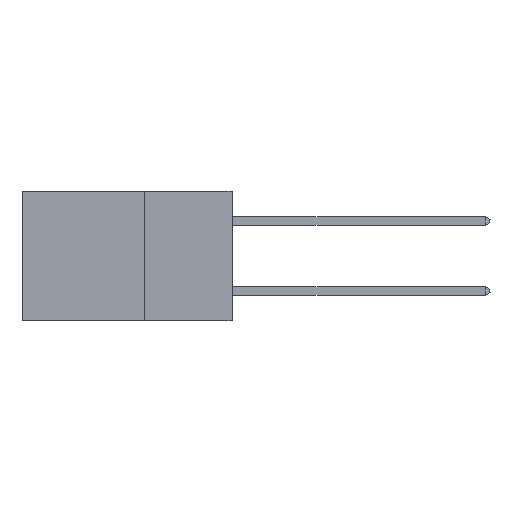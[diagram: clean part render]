
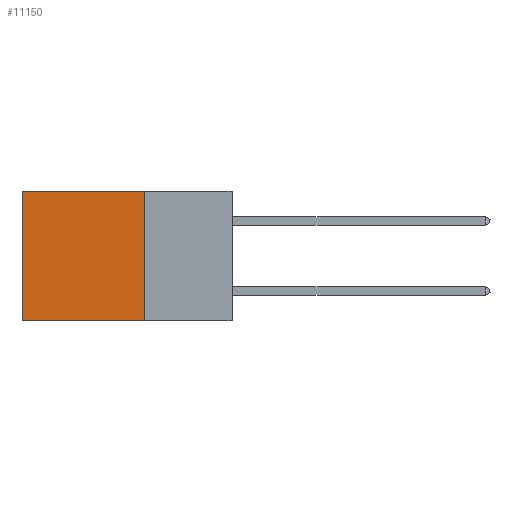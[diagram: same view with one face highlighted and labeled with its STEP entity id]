
A CAD part, left-side view. The second image highlights one B-rep face of the part: STEP entity #11150.
In plain terms, the highlighted planar face has unit normal (-1, 0, 0).
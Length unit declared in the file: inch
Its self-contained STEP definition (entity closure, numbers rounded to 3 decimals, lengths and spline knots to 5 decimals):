
#859 = ORIENTED_EDGE ( 'NONE', *, *, #25634, .F. ) ;
#967 = AXIS2_PLACEMENT_3D ( 'NONE', #26175, #21988, #4222 ) ;
#2783 = EDGE_CURVE ( 'NONE', #28753, #17837, #11821, .T. ) ;
#3313 = CARTESIAN_POINT ( 'NONE',  ( 0.2875, 0.6, -0.37 ) ) ;
#3521 = EDGE_CURVE ( 'NONE', #18896, #35514, #4115, .T. ) ;
#3857 = CARTESIAN_POINT ( 'NONE',  ( 0.2875, 0.25, 0. ) ) ;
#4115 = LINE ( 'NONE', #27563, #25164 ) ;
#4222 = DIRECTION ( 'NONE',  ( 0., 0., -1. ) ) ;
#4853 = VECTOR ( 'NONE', #7626, 39.37008 ) ;
#5278 = CARTESIAN_POINT ( 'NONE',  ( 0.2875, 0.25, 0. ) ) ;
#6095 = EDGE_CURVE ( 'NONE', #17837, #35514, #9794, .T. ) ;
#7024 = PLANE ( 'NONE',  #967 ) ;
#7626 = DIRECTION ( 'NONE',  ( 0., 0., -1. ) ) ;
#8548 = CARTESIAN_POINT ( 'NONE',  ( 0.2875, 0.25, -0.37 ) ) ;
#8609 = VECTOR ( 'NONE', #16052, 39.37008 ) ;
#9781 = DIRECTION ( 'NONE',  ( 0., 1., 0. ) ) ;
#9794 = LINE ( 'NONE', #10260, #4853 ) ;
#10260 = CARTESIAN_POINT ( 'NONE',  ( 0.2875, 0.6, 0. ) ) ;
#11150 = ADVANCED_FACE ( 'NONE', ( #31209 ), #7024, .F. ) ;
#11821 = LINE ( 'NONE', #5278, #16328 ) ;
#14189 = ORIENTED_EDGE ( 'NONE', *, *, #2783, .T. ) ;
#14323 = CARTESIAN_POINT ( 'NONE',  ( 0.2875, 0.6, 0. ) ) ;
#14602 = EDGE_LOOP ( 'NONE', ( #14944, #19924, #859, #14189 ) ) ;
#14944 = ORIENTED_EDGE ( 'NONE', *, *, #6095, .T. ) ;
#16052 = DIRECTION ( 'NONE',  ( 0., 0., -1. ) ) ;
#16328 = VECTOR ( 'NONE', #9781, 39.37008 ) ;
#16621 = DIRECTION ( 'NONE',  ( 0., 1., 0. ) ) ;
#17837 = VERTEX_POINT ( 'NONE', #14323 ) ;
#18896 = VERTEX_POINT ( 'NONE', #8548 ) ;
#19924 = ORIENTED_EDGE ( 'NONE', *, *, #3521, .F. ) ;
#21112 = LINE ( 'NONE', #32932, #8609 ) ;
#21988 = DIRECTION ( 'NONE',  ( 1., 0., 0. ) ) ;
#25164 = VECTOR ( 'NONE', #16621, 39.37008 ) ;
#25634 = EDGE_CURVE ( 'NONE', #28753, #18896, #21112, .T. ) ;
#26175 = CARTESIAN_POINT ( 'NONE',  ( 0.2875, 0.25, 0. ) ) ;
#27563 = CARTESIAN_POINT ( 'NONE',  ( 0.2875, 0.25, -0.37 ) ) ;
#28753 = VERTEX_POINT ( 'NONE', #3857 ) ;
#31209 = FACE_OUTER_BOUND ( 'NONE', #14602, .T. ) ;
#32932 = CARTESIAN_POINT ( 'NONE',  ( 0.2875, 0.25, 0. ) ) ;
#35514 = VERTEX_POINT ( 'NONE', #3313 ) ;
